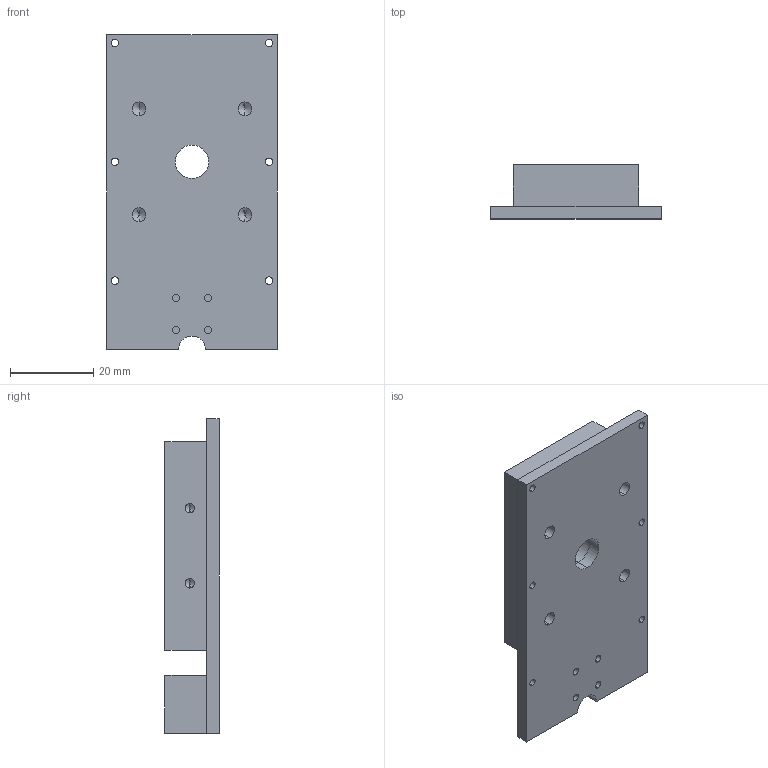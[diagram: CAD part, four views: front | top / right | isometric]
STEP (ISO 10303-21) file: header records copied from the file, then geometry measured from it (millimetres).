
FILE_DESCRIPTION (( 'STEP AP214' ), '1' );
FILE_NAME ('potetntial_mount_design.STEP', '2023-05-02T00:57:25', ( '' ), ( '' ), 'SwSTEP 2.0', 'SolidWorks 2021', '' );
FILE_SCHEMA (( 'AUTOMOTIVE_DESIGN' ));
Length unit declared in the file: millimetre
Products named in the file (1): potetntial_mount_design
Bounding box: 41 x 13 x 75.5 mm (x, y, z)
Volume: 25627.4 mm3; surface area: 13321.4 mm2
Topology: 2 solids, 2 shells, 130 faces, 331 edges, 194 vertices
Faces by surface type: cylinder 72, cone 32, plane 26
Entity records: 4470 total; most frequent: DIRECTION 705, CARTESIAN_POINT 624, ORIENTED_EDGE 598, EDGE_CURVE 299, AXIS2_PLACEMENT_3D 275, VERTEX_POINT 194, EDGE_LOOP 175, VECTOR 155
